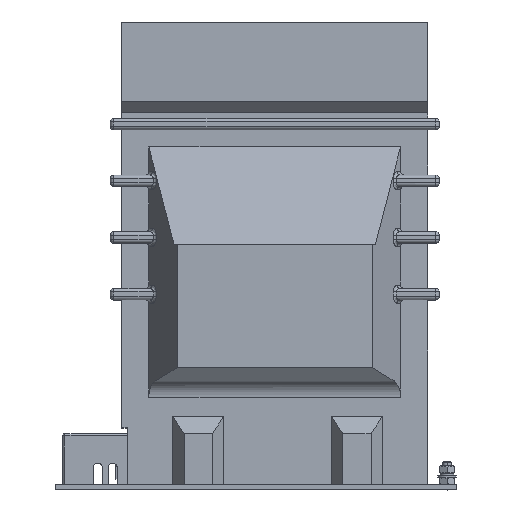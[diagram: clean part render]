
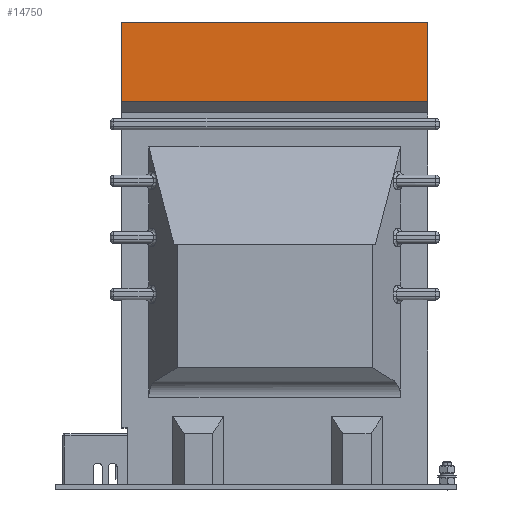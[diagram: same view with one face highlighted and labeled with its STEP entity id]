
A CAD part, top view. The second image highlights one B-rep face of the part: STEP entity #14750.
In plain terms, the highlighted planar face has unit normal (0, 0, 1).
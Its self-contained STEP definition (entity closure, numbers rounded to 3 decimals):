
#1448 = DIRECTION ( 'NONE',  ( -1., 0., 0. ) ) ;
#1926 = ORIENTED_EDGE ( 'NONE', *, *, #48258, .T. ) ;
#3272 = CARTESIAN_POINT ( 'NONE',  ( 235.172, 338.019, 426.45 ) ) ;
#5244 = DIRECTION ( 'NONE',  ( 0., 0., 1. ) ) ;
#6031 = VERTEX_POINT ( 'NONE', #24493 ) ;
#8113 = VERTEX_POINT ( 'NONE', #36812 ) ;
#9287 = ORIENTED_EDGE ( 'NONE', *, *, #12359, .T. ) ;
#9441 = ORIENTED_EDGE ( 'NONE', *, *, #23819, .F. ) ;
#10094 = LINE ( 'NONE', #25543, #47737 ) ;
#11180 = LINE ( 'NONE', #26645, #47899 ) ;
#11272 = VECTOR ( 'NONE', #43631, 1000. ) ;
#12359 = EDGE_CURVE ( 'NONE', #6031, #36390, #20695, .T. ) ;
#12647 = LINE ( 'NONE', #28119, #11272 ) ;
#14750 = ADVANCED_FACE ( 'NONE', ( #31907 ), #47366, .T. ) ;
#16823 = VECTOR ( 'NONE', #1448, 1000. ) ;
#20108 = ORIENTED_EDGE ( 'NONE', *, *, #23702, .F. ) ;
#20665 = DIRECTION ( 'NONE',  ( 0., -1., 0. ) ) ;
#20695 = LINE ( 'NONE', #36206, #16823 ) ;
#23702 = EDGE_CURVE ( 'NONE', #8113, #36390, #12647, .T. ) ;
#23819 = EDGE_CURVE ( 'NONE', #49043, #8113, #10094, .T. ) ;
#24493 = CARTESIAN_POINT ( 'NONE',  ( 235.172, 408.019, 426.45 ) ) ;
#25543 = CARTESIAN_POINT ( 'NONE',  ( 235.172, 338.019, 426.45 ) ) ;
#26645 = CARTESIAN_POINT ( 'NONE',  ( 235.172, 408.019, 426.45 ) ) ;
#28119 = CARTESIAN_POINT ( 'NONE',  ( -34.828, 408.019, 426.45 ) ) ;
#31907 = FACE_OUTER_BOUND ( 'NONE', #50002, .T. ) ;
#33890 = CARTESIAN_POINT ( 'NONE',  ( -34.828, 408.019, 426.45 ) ) ;
#36206 = CARTESIAN_POINT ( 'NONE',  ( 235.172, 408.019, 426.45 ) ) ;
#36390 = VERTEX_POINT ( 'NONE', #33890 ) ;
#36812 = CARTESIAN_POINT ( 'NONE',  ( -34.828, 338.019, 426.45 ) ) ;
#37655 = AXIS2_PLACEMENT_3D ( 'NONE', #40001, #5244, #20665 ) ;
#40001 = CARTESIAN_POINT ( 'NONE',  ( 235.172, 408.019, 426.45 ) ) ;
#41077 = DIRECTION ( 'NONE',  ( -1., 0., 0. ) ) ;
#42142 = DIRECTION ( 'NONE',  ( 0., 1., 0. ) ) ;
#43631 = DIRECTION ( 'NONE',  ( 0., 1., 0. ) ) ;
#47366 = PLANE ( 'NONE',  #37655 ) ;
#47737 = VECTOR ( 'NONE', #41077, 1000. ) ;
#47899 = VECTOR ( 'NONE', #42142, 1000. ) ;
#48258 = EDGE_CURVE ( 'NONE', #49043, #6031, #11180, .T. ) ;
#49043 = VERTEX_POINT ( 'NONE', #3272 ) ;
#50002 = EDGE_LOOP ( 'NONE', ( #20108, #9441, #1926, #9287 ) ) ;
